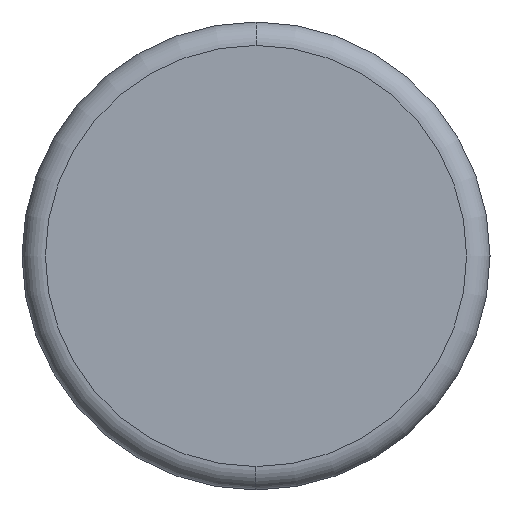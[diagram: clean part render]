
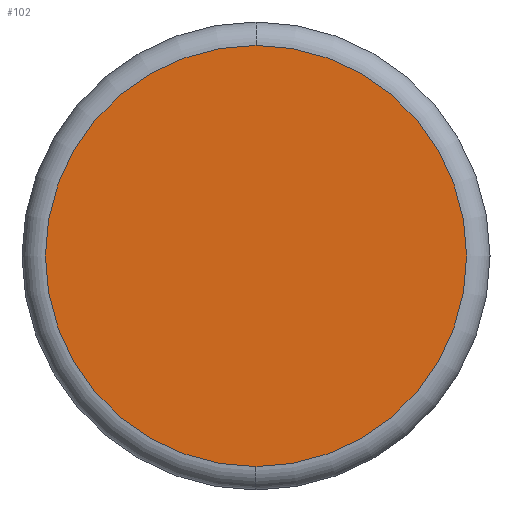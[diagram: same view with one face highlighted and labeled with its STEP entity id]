
A CAD part, left-side view. The second image highlights one B-rep face of the part: STEP entity #102.
In plain terms, the highlighted planar face has unit normal (-1, 0, 0).
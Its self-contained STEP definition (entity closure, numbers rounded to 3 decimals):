
#102=ADVANCED_FACE('',(#162),#163,.T.);
#162=FACE_OUTER_BOUND('',#222,.T.);
#163=PLANE('',#223);
#222=EDGE_LOOP('',(#446,#447,#448));
#223=AXIS2_PLACEMENT_3D('',#449,#450,#451);
#446=ORIENTED_EDGE('',*,*,#456,.T.);
#447=ORIENTED_EDGE('',*,*,#523,.T.);
#448=ORIENTED_EDGE('',*,*,#457,.T.);
#449=CARTESIAN_POINT('',(0.0,1.125,0.));
#450=DIRECTION('',(-1.0,0.0,0.));
#451=DIRECTION('',(0.0,1.0,0.0));
#456=EDGE_CURVE('',#533,#531,#534,.T.);
#457=EDGE_CURVE('',#525,#533,#535,.T.);
#523=EDGE_CURVE('',#531,#525,#645,.T.);
#525=VERTEX_POINT('',#647);
#531=VERTEX_POINT('',#653);
#533=VERTEX_POINT('',#655);
#534=CIRCLE('',#656,2.25);
#535=CIRCLE('',#657,2.25);
#645=CIRCLE('',#777,2.25);
#647=CARTESIAN_POINT('',(0.,0.,2.25));
#653=CARTESIAN_POINT('',(0.,0.,-2.25));
#655=CARTESIAN_POINT('',(0.0,2.25,0.));
#656=AXIS2_PLACEMENT_3D('',#790,#791,#792);
#657=AXIS2_PLACEMENT_3D('',#793,#794,#795);
#777=AXIS2_PLACEMENT_3D('',#971,#972,#973);
#790=CARTESIAN_POINT('',(0.0,0.0,0.));
#791=DIRECTION('',(-1.0,0.0,0.));
#792=DIRECTION('',(0.0,1.0,0.0));
#793=CARTESIAN_POINT('',(0.0,0.0,0.));
#794=DIRECTION('',(-1.0,0.0,0.));
#795=DIRECTION('',(0.0,1.0,0.0));
#971=CARTESIAN_POINT('',(0.0,0.0,0.));
#972=DIRECTION('',(-1.0,0.0,0.));
#973=DIRECTION('',(0.0,1.0,0.0));
